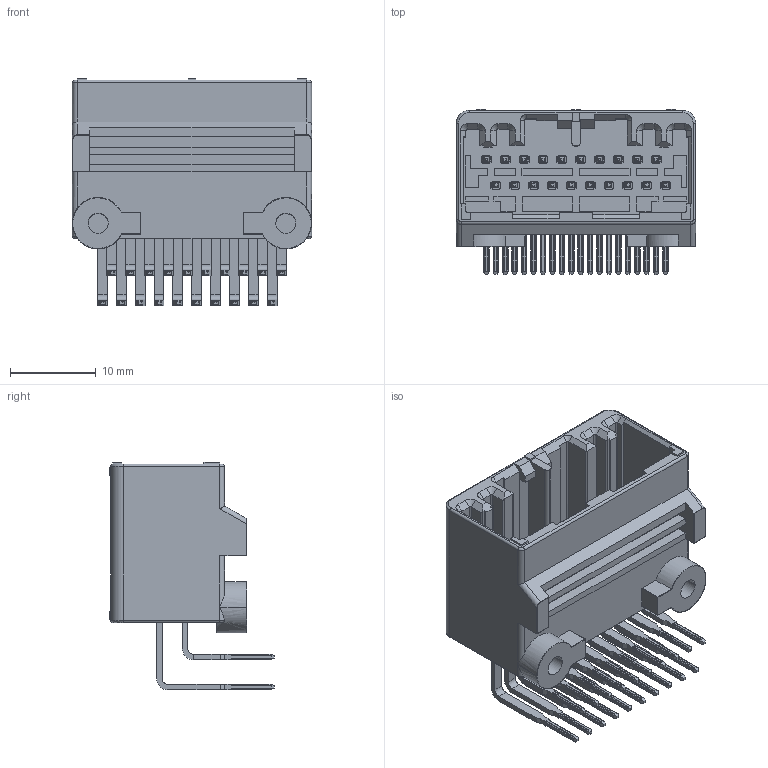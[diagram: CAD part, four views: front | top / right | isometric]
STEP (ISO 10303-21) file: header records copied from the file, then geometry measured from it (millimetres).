
FILE_DESCRIPTION( ('This file contains a STEP AP42 implementation' ,'as created by ZW3D STEP Interface translator.') ,'2;1' );
FILE_NAME( '72230-2MR020ABSNBT1.stp' ,'231026.1714 9', (''), ('ZWCAD Software Co.'), 'Version 1.0', 'ZW3D to STEP translator', '' );
FILE_SCHEMA(('AUTOMOTIVE_DESIGN { 1 0 10303 214 1 1 1 1 }'));
Length unit declared in the file: millimetre
Products named in the file (2): 0; 72230-2MR020ABSNBT1
Bounding box: 27.9 x 19.2 x 26.52 mm (x, y, z)
Volume: 3386.4 mm3; surface area: 6046.2 mm2
Topology: 1 solids, 1 shells, 2126 faces, 6287 edges, 4261 vertices
Faces by surface type: plane 1514, bspline 302, cylinder 297, cone 9, sphere 4
Entity records: 89065 total; most frequent: CARTESIAN_POINT 38833, ORIENTED_EDGE 12574, EDGE_CURVE 6287, DIRECTION 6092, VERTEX_POINT 4261, B_SPLINE_CURVE_WITH_KNOTS 4039, EDGE_LOOP 2232, FACE_OUTER_BOUND 2126
